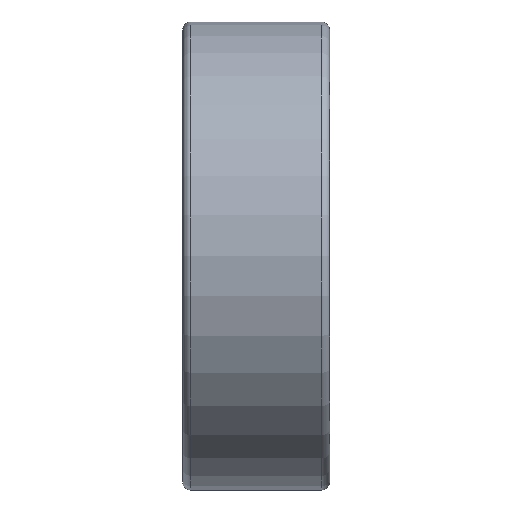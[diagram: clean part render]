
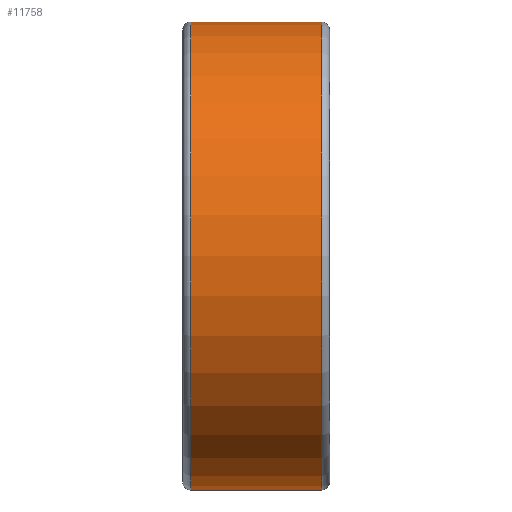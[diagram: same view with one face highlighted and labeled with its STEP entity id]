
A CAD part, top view. The second image highlights one B-rep face of the part: STEP entity #11758.
In plain terms, the highlighted cylindrical face has radius 17.5 mm (diameter 35 mm), a partial arc.
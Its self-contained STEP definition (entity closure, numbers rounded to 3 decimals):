
#2983=CARTESIAN_POINT('',(-4.9,0.,0.));
#2984=DIRECTION('',(1.,0.,0.));
#2985=DIRECTION('',(0.,1.,0.));
#2986=AXIS2_PLACEMENT_3D('',#2983,#2984,#2985);
#2991=CARTESIAN_POINT('',(4.9,0.,0.));
#2992=DIRECTION('',(1.,0.,0.));
#2993=DIRECTION('',(0.,1.,0.));
#2994=AXIS2_PLACEMENT_3D('',#2991,#2992,#2993);
#3007=DIRECTION('',(-1.,0.,0.));
#3008=VECTOR('',#3007,9.8);
#3009=CARTESIAN_POINT('',(4.9,-17.5,0.));
#3010=LINE('',#3009,#3008);
#3022=DIRECTION('',(-1.,0.,0.));
#3023=VECTOR('',#3022,9.8);
#3024=CARTESIAN_POINT('',(4.9,17.5,0.));
#3025=LINE('',#3024,#3023);
#9086=CARTESIAN_POINT('',(-4.9,17.5,0.));
#9087=CARTESIAN_POINT('',(-4.9,-17.5,0.));
#9088=VERTEX_POINT('',#9086);
#9089=VERTEX_POINT('',#9087);
#9090=CARTESIAN_POINT('',(4.9,17.5,0.));
#9091=CARTESIAN_POINT('',(4.9,-17.5,0.));
#9092=VERTEX_POINT('',#9090);
#9093=VERTEX_POINT('',#9091);
#11744=CARTESIAN_POINT('',(-6.05,0.,0.));
#11745=DIRECTION('',(1.,0.,0.));
#11746=DIRECTION('',(0.,-1.,0.));
#11747=AXIS2_PLACEMENT_3D('',#11744,#11745,#11746);
#11748=CYLINDRICAL_SURFACE('',#11747,17.5);
#11749=ORIENTED_EDGE('',*,*,#11734,.F.);
#11751=ORIENTED_EDGE('',*,*,#11750,.F.);
#11753=ORIENTED_EDGE('',*,*,#11752,.T.);
#11755=ORIENTED_EDGE('',*,*,#11754,.T.);
#11756=EDGE_LOOP('',(#11749,#11751,#11753,#11755));
#11757=FACE_OUTER_BOUND('',#11756,.F.);
#2987=CIRCLE('',#2986,17.5);
#2995=CIRCLE('',#2994,17.5);
#11734=EDGE_CURVE('',#9088,#9089,#2987,.T.);
#11750=EDGE_CURVE('',#9092,#9088,#3025,.T.);
#11752=EDGE_CURVE('',#9092,#9093,#2995,.T.);
#11754=EDGE_CURVE('',#9093,#9089,#3010,.T.);
#11758=ADVANCED_FACE('',(#11757),#11748,.T.);
